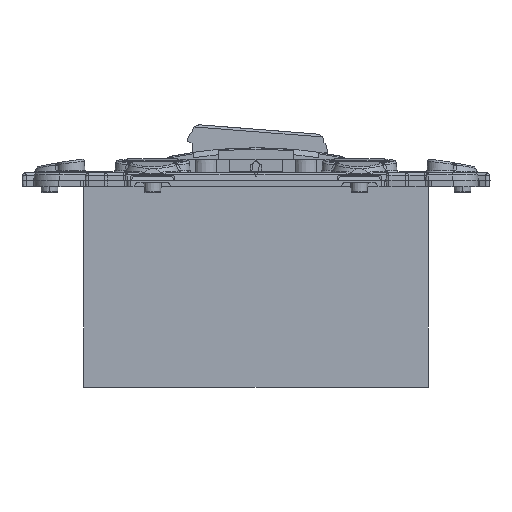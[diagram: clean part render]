
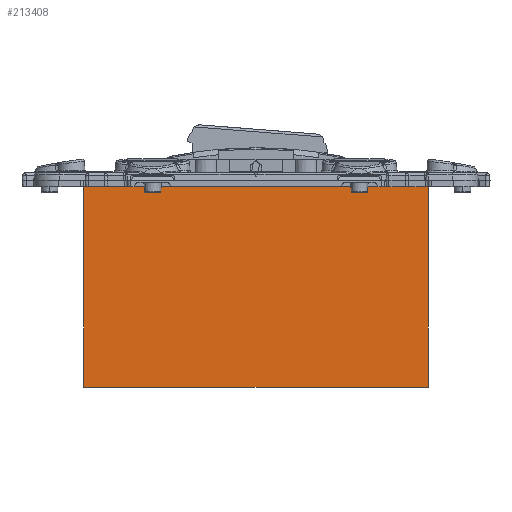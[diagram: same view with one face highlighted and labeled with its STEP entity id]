
A CAD part, left-side view. The second image highlights one B-rep face of the part: STEP entity #213408.
In plain terms, the highlighted planar face has unit normal (-1, 0, 0).
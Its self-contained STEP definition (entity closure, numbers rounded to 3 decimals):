
#213386=AXIS2_PLACEMENT_3D('Plane Axis2P3D',#213383,#213384,#213385) ;
#10309=CARTESIAN_POINT('Vertex',(-27.5,9.38,0.)) ;
#10330=CARTESIAN_POINT('Vertex',(-27.5,4.117,0.)) ;
#12369=CARTESIAN_POINT('Vertex',(-27.5,27.5,0.)) ;
#12372=CARTESIAN_POINT('Line Origine',(-27.5,18.44,0.)) ;
#12377=CARTESIAN_POINT('Line Origine',(-27.5,-11.692,0.)) ;
#12381=CARTESIAN_POINT('Vertex',(-27.5,-27.5,0.)) ;
#129570=CARTESIAN_POINT('Line Origine',(-27.5,6.749,0.)) ;
#213356=CARTESIAN_POINT('Vertex',(-27.5,27.5,-32.)) ;
#213359=CARTESIAN_POINT('Line Origine',(-27.5,27.5,-16.)) ;
#213383=CARTESIAN_POINT('Axis2P3D Location',(-27.5,-27.5,0.)) ;
#213388=CARTESIAN_POINT('Line Origine',(-27.5,0.,-32.)) ;
#213392=CARTESIAN_POINT('Vertex',(-27.5,-27.5,-32.)) ;
#213395=CARTESIAN_POINT('Line Origine',(-27.5,-27.5,-16.)) ;
#12373=DIRECTION('Vector Direction',(0.,1.,0.)) ;
#12378=DIRECTION('Vector Direction',(0.,1.,0.)) ;
#129571=DIRECTION('Vector Direction',(0.,1.,0.)) ;
#213360=DIRECTION('Vector Direction',(0.,0.,-1.)) ;
#213384=DIRECTION('Axis2P3D Direction',(-1.,0.,0.)) ;
#213385=DIRECTION('Axis2P3D XDirection',(0.,1.,0.)) ;
#213389=DIRECTION('Vector Direction',(0.,1.,0.)) ;
#213396=DIRECTION('Vector Direction',(0.,0.,-1.)) ;
#12374=VECTOR('Line Direction',#12373,1.) ;
#12379=VECTOR('Line Direction',#12378,1.) ;
#129572=VECTOR('Line Direction',#129571,1.) ;
#213361=VECTOR('Line Direction',#213360,1.) ;
#213390=VECTOR('Line Direction',#213389,1.) ;
#213397=VECTOR('Line Direction',#213396,1.) ;
#213401=ORIENTED_EDGE('',*,*,#213394,.T.) ;
#213402=ORIENTED_EDGE('',*,*,#213399,.F.) ;
#213403=ORIENTED_EDGE('',*,*,#12383,.F.) ;
#213404=ORIENTED_EDGE('',*,*,#129574,.F.) ;
#213405=ORIENTED_EDGE('',*,*,#12376,.F.) ;
#213406=ORIENTED_EDGE('',*,*,#213363,.T.) ;
#213408=ADVANCED_FACE('PartBody',(#213407),#213387,.T.) ;
#12376=EDGE_CURVE('',#12370,#10310,#12375,.F.) ;
#12383=EDGE_CURVE('',#10331,#12382,#12380,.F.) ;
#129574=EDGE_CURVE('',#10310,#10331,#129573,.F.) ;
#213363=EDGE_CURVE('',#12370,#213357,#213362,.T.) ;
#213394=EDGE_CURVE('',#213357,#213393,#213391,.F.) ;
#213399=EDGE_CURVE('',#12382,#213393,#213398,.T.) ;
#213400=EDGE_LOOP('',(#213401,#213402,#213403,#213404,#213405,#213406)) ;
#213407=FACE_OUTER_BOUND('',#213400,.T.) ;
#12375=LINE('Line',#12372,#12374) ;
#12380=LINE('Line',#12377,#12379) ;
#129573=LINE('Line',#129570,#129572) ;
#213362=LINE('Line',#213359,#213361) ;
#213391=LINE('Line',#213388,#213390) ;
#213398=LINE('Line',#213395,#213397) ;
#213387=PLANE('',#213386) ;
#10310=VERTEX_POINT('',#10309) ;
#10331=VERTEX_POINT('',#10330) ;
#12370=VERTEX_POINT('',#12369) ;
#12382=VERTEX_POINT('',#12381) ;
#213357=VERTEX_POINT('',#213356) ;
#213393=VERTEX_POINT('',#213392) ;
